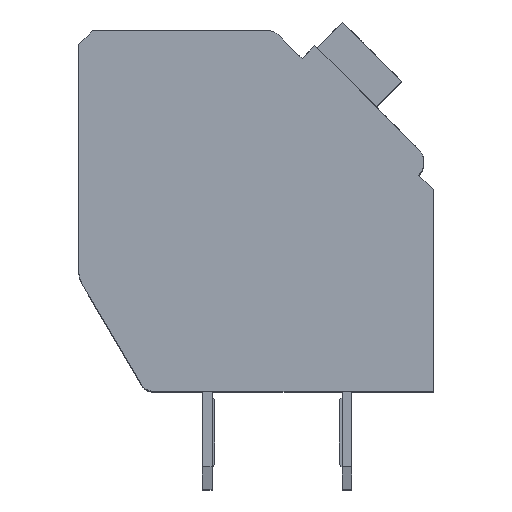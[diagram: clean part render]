
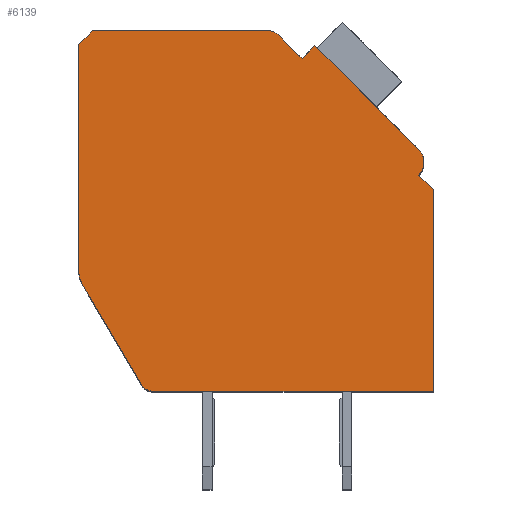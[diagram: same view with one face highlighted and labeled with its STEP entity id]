
A CAD part, top view. The second image highlights one B-rep face of the part: STEP entity #6139.
In plain terms, the highlighted planar face has unit normal (0, 0, 1).
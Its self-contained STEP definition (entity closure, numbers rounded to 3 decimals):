
#177=DIRECTION('',(0.,-1.,0.));
#178=VECTOR('',#177,8.053);
#179=CARTESIAN_POINT('',(-12.7,12.4,2.1));
#180=LINE('',#179,#178);
#181=DIRECTION('',(-0.707,-0.707,0.));
#182=VECTOR('',#181,0.707);
#183=CARTESIAN_POINT('',(-12.2,12.9,2.1));
#184=LINE('',#183,#182);
#185=DIRECTION('',(-1.,0.,0.));
#186=VECTOR('',#185,6.298);
#187=CARTESIAN_POINT('',(-5.902,12.9,2.1));
#188=LINE('',#187,#186);
#189=CARTESIAN_POINT('',(-5.902,12.4,2.1));
#190=DIRECTION('',(0.,0.,1.));
#191=DIRECTION('',(0.707,0.707,0.));
#192=AXIS2_PLACEMENT_3D('',#189,#190,#191);
#194=DIRECTION('',(-0.707,0.707,0.));
#195=VECTOR('',#194,1.197);
#196=CARTESIAN_POINT('',(-4.702,11.907,2.1));
#197=LINE('',#196,#195);
#198=DIRECTION('',(-0.707,-0.707,0.));
#199=VECTOR('',#198,0.65);
#200=CARTESIAN_POINT('',(-4.243,12.367,2.1));
#201=LINE('',#200,#199);
#202=DIRECTION('',(-0.707,0.707,0.));
#203=VECTOR('',#202,5.25);
#204=CARTESIAN_POINT('',(-0.53,8.655,2.1));
#205=LINE('',#204,#203);
#206=CARTESIAN_POINT('',(-0.99,8.195,2.1));
#207=DIRECTION('',(0.,0.,1.));
#208=DIRECTION('',(0.707,-0.707,0.));
#209=AXIS2_PLACEMENT_3D('',#206,#207,#208);
#211=DIRECTION('',(-0.707,0.707,0.));
#212=VECTOR('',#211,0.75);
#213=CARTESIAN_POINT('',(0.,7.205,2.1));
#214=LINE('',#213,#212);
#215=DIRECTION('',(0.,1.,0.));
#216=VECTOR('',#215,7.205);
#217=CARTESIAN_POINT('',(0.,0.,2.1));
#218=LINE('',#217,#216);
#219=DIRECTION('',(1.,0.,0.));
#220=VECTOR('',#219,10.014);
#221=CARTESIAN_POINT('',(-10.014,0.,2.1));
#222=LINE('',#221,#220);
#223=CARTESIAN_POINT('',(-10.014,0.5,2.1));
#224=DIRECTION('',(0.,0.,1.));
#225=DIRECTION('',(-0.862,-0.508,0.));
#226=AXIS2_PLACEMENT_3D('',#223,#224,#225);
#228=DIRECTION('',(0.508,-0.862,0.));
#229=VECTOR('',#228,4.17);
#230=CARTESIAN_POINT('',(-12.562,3.839,2.1));
#231=LINE('',#230,#229);
#232=CARTESIAN_POINT('',(-11.7,4.347,2.1));
#233=DIRECTION('',(0.,0.,1.));
#234=DIRECTION('',(-1.,0.,0.));
#235=AXIS2_PLACEMENT_3D('',#232,#233,#234);
#4569=CARTESIAN_POINT('',(-12.7,12.4,2.1));
#4570=CARTESIAN_POINT('',(-12.7,4.347,2.1));
#4571=VERTEX_POINT('',#4569);
#4572=VERTEX_POINT('',#4570);
#4573=CARTESIAN_POINT('',(-12.562,3.839,2.1));
#4574=VERTEX_POINT('',#4573);
#4575=CARTESIAN_POINT('',(-10.445,0.246,2.1));
#4576=VERTEX_POINT('',#4575);
#4577=CARTESIAN_POINT('',(-10.014,0.,2.1));
#4578=VERTEX_POINT('',#4577);
#4579=CARTESIAN_POINT('',(0.,0.,2.1));
#4580=VERTEX_POINT('',#4579);
#4581=CARTESIAN_POINT('',(0.,7.205,2.1));
#4582=VERTEX_POINT('',#4581);
#4583=CARTESIAN_POINT('',(-0.53,7.735,2.1));
#4584=VERTEX_POINT('',#4583);
#4585=CARTESIAN_POINT('',(-0.53,8.655,2.1));
#4586=VERTEX_POINT('',#4585);
#4587=CARTESIAN_POINT('',(-4.243,12.367,2.1));
#4588=VERTEX_POINT('',#4587);
#4589=CARTESIAN_POINT('',(-4.702,11.907,2.1));
#4590=VERTEX_POINT('',#4589);
#4591=CARTESIAN_POINT('',(-5.548,12.754,2.1));
#4592=VERTEX_POINT('',#4591);
#4593=CARTESIAN_POINT('',(-5.902,12.9,2.1));
#4594=VERTEX_POINT('',#4593);
#4595=CARTESIAN_POINT('',(-12.2,12.9,2.1));
#4596=VERTEX_POINT('',#4595);
#6106=CARTESIAN_POINT('',(0.,0.,2.1));
#6107=DIRECTION('',(0.,0.,1.));
#6108=DIRECTION('',(1.,0.,0.));
#6109=AXIS2_PLACEMENT_3D('',#6106,#6107,#6108);
#6110=PLANE('',#6109);
#6111=ORIENTED_EDGE('',*,*,#5974,.F.);
#6113=ORIENTED_EDGE('',*,*,#6112,.F.);
#6115=ORIENTED_EDGE('',*,*,#6114,.F.);
#6117=ORIENTED_EDGE('',*,*,#6116,.F.);
#6119=ORIENTED_EDGE('',*,*,#6118,.F.);
#6121=ORIENTED_EDGE('',*,*,#6120,.F.);
#6123=ORIENTED_EDGE('',*,*,#6122,.F.);
#6125=ORIENTED_EDGE('',*,*,#6124,.F.);
#6127=ORIENTED_EDGE('',*,*,#6126,.F.);
#6129=ORIENTED_EDGE('',*,*,#6128,.F.);
#6131=ORIENTED_EDGE('',*,*,#6130,.F.);
#6133=ORIENTED_EDGE('',*,*,#6132,.F.);
#6135=ORIENTED_EDGE('',*,*,#6134,.F.);
#6136=ORIENTED_EDGE('',*,*,#6039,.F.);
#6137=EDGE_LOOP('',(#6111,#6113,#6115,#6117,#6119,#6121,#6123,#6125,#6127,#6129,
#6131,#6133,#6135,#6136));
#6138=FACE_OUTER_BOUND('',#6137,.F.);
#193=CIRCLE('',#192,0.5);
#210=CIRCLE('',#209,0.65);
#227=CIRCLE('',#226,0.5);
#236=CIRCLE('',#235,1.);
#5974=EDGE_CURVE('',#4571,#4572,#180,.T.);
#6039=EDGE_CURVE('',#4572,#4574,#236,.T.);
#6112=EDGE_CURVE('',#4596,#4571,#184,.T.);
#6114=EDGE_CURVE('',#4594,#4596,#188,.T.);
#6116=EDGE_CURVE('',#4592,#4594,#193,.T.);
#6118=EDGE_CURVE('',#4590,#4592,#197,.T.);
#6120=EDGE_CURVE('',#4588,#4590,#201,.T.);
#6122=EDGE_CURVE('',#4586,#4588,#205,.T.);
#6124=EDGE_CURVE('',#4584,#4586,#210,.T.);
#6126=EDGE_CURVE('',#4582,#4584,#214,.T.);
#6128=EDGE_CURVE('',#4580,#4582,#218,.T.);
#6130=EDGE_CURVE('',#4578,#4580,#222,.T.);
#6132=EDGE_CURVE('',#4576,#4578,#227,.T.);
#6134=EDGE_CURVE('',#4574,#4576,#231,.T.);
#6139=ADVANCED_FACE('',(#6138),#6110,.T.);
